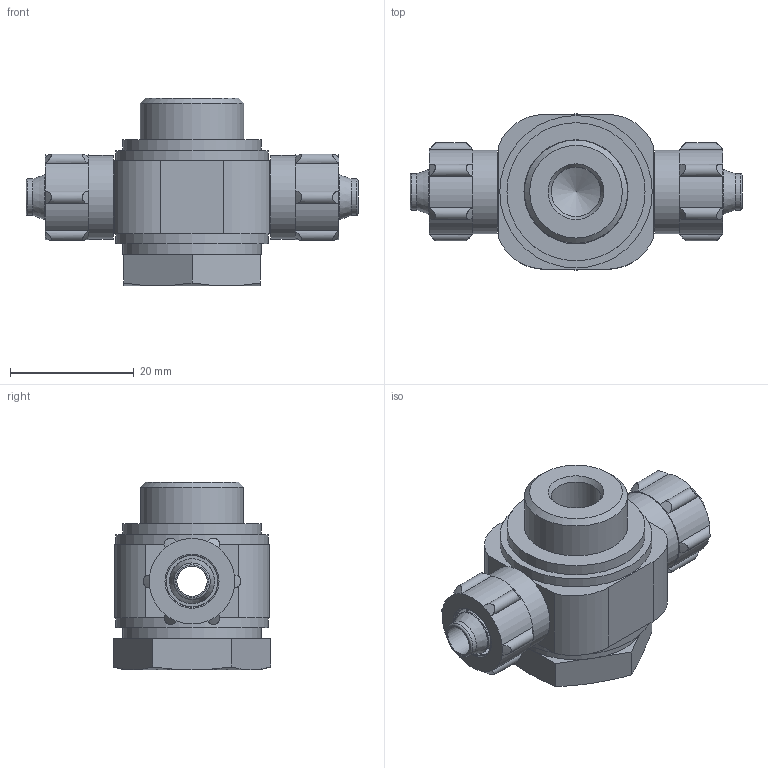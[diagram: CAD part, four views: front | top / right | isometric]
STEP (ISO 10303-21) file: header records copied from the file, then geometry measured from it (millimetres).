
FILE_DESCRIPTION(/* description */ ('STEP AP214'),/* implementation_level */ '2;1');
FILE_NAME(/* name */ '4489_TCK-3_8-PK-6',/* time_stamp */ '2024-09-10T13:16:19+02:00',/* author */ ('License CC BY-ND 4.0'),/* organization */ ('CADENAS'),/* preprocessor_version */ 'ST-DEVELOPER v19.3',/* originating_system */ 'PARTsolutions',/* authorisation */ ' ');
FILE_SCHEMA (('AUTOMOTIVE_DESIGN {1 0 10303 214 3 1 1}'));
Length unit declared in the file: millimetre
Products named in the file (6): 4489 TCK-3/8-PK-6; 4489 TCK-3/8-PK-6_D; 336020 TCK-3/8-PK-6; 531773 OK-3/8; 711672 HL-3/8-PK-6; 2966 MCK-PK-6
Assembly tree (7 placements, depth 2):
  4489 TCK-3/8-PK-6
    4489 TCK-3/8-PK-6_D
    336020 TCK-3/8-PK-6
    531773 OK-3/8  x2
    711672 HL-3/8-PK-6
    2966 MCK-PK-6  x2
Bounding box: 53.6 x 25.4 x 30.3 mm (x, y, z)
Volume: 14141.2 mm3; surface area: 10489.6 mm2
Topology: 6 solids, 6 shells, 161 faces, 327 edges, 193 vertices
Faces by surface type: cylinder 61, cone 45, plane 41, torus 14
Full cylindrical faces by diameter (mm): 4.9 x2, 5.9 x2, 6.5 x2, 6.8 x2, 7.3 x2, 8 x1, 8.3 x2, 10.917 x2, 13.5 x2, 14 x1, 16.6 x1, 16.662 x1, 16.8 x3, 22.3 x4, 24.6 x2
Entity records: 3360 total; most frequent: CARTESIAN_POINT 779, DIRECTION 528, ORIENTED_EDGE 418, AXIS2_PLACEMENT_3D 236, EDGE_CURVE 209, FACE_BOUND 189, EDGE_LOOP 188, VERTEX_POINT 150
